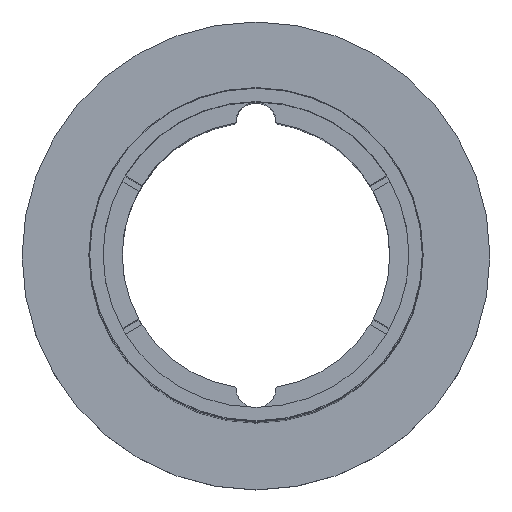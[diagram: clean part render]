
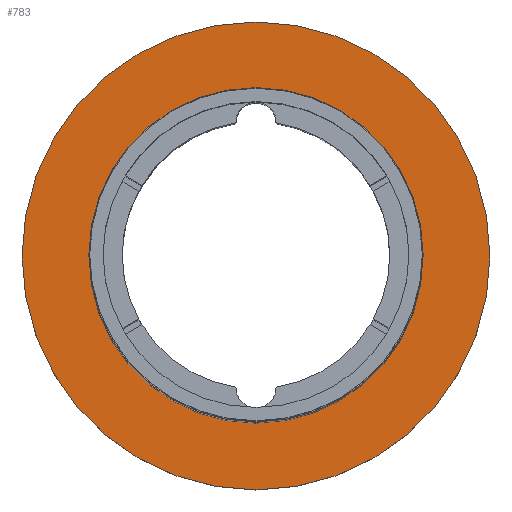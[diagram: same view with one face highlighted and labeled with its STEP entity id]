
A CAD part, top view. The second image highlights one B-rep face of the part: STEP entity #783.
In plain terms, the highlighted planar face has unit normal (0, 0, 1).
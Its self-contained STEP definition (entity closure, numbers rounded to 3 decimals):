
#10 = CARTESIAN_POINT ( 'NONE',  ( 10., 0., -49. ) ) ;
#15 = CIRCLE ( 'NONE', #287, 10. ) ;
#48 = CARTESIAN_POINT ( 'NONE',  ( -14., 0., -49. ) ) ;
#180 = VERTEX_POINT ( 'NONE', #48 ) ;
#196 = CARTESIAN_POINT ( 'NONE',  ( 0., 0., -49. ) ) ;
#218 = DIRECTION ( 'NONE',  ( 0., 0., 1. ) ) ;
#287 = AXIS2_PLACEMENT_3D ( 'NONE', #1158, #218, #1609 ) ;
#361 = DIRECTION ( 'NONE',  ( 0., 0., -1. ) ) ;
#363 = EDGE_CURVE ( 'NONE', #763, #180, #907, .T. ) ;
#413 = VERTEX_POINT ( 'NONE', #1338 ) ;
#506 = DIRECTION ( 'NONE',  ( -1., 0., 0. ) ) ;
#535 = EDGE_CURVE ( 'NONE', #413, #1249, #1959, .T. ) ;
#542 = DIRECTION ( 'NONE',  ( 0., 0., 1. ) ) ;
#605 = EDGE_CURVE ( 'NONE', #180, #763, #1940, .T. ) ;
#608 = AXIS2_PLACEMENT_3D ( 'NONE', #831, #542, #669 ) ;
#669 = DIRECTION ( 'NONE',  ( 1., 0., 0. ) ) ;
#763 = VERTEX_POINT ( 'NONE', #1906 ) ;
#783 = ADVANCED_FACE ( 'NONE', ( #1549, #1055 ), #1160, .F. ) ;
#824 = CARTESIAN_POINT ( 'NONE',  ( 0., 10., -49. ) ) ;
#831 = CARTESIAN_POINT ( 'NONE',  ( 0., 0., -49. ) ) ;
#882 = AXIS2_PLACEMENT_3D ( 'NONE', #196, #1582, #1438 ) ;
#907 = CIRCLE ( 'NONE', #608, 14. ) ;
#1055 = FACE_OUTER_BOUND ( 'NONE', #1177, .T. ) ;
#1082 = ORIENTED_EDGE ( 'NONE', *, *, #605, .T. ) ;
#1105 = AXIS2_PLACEMENT_3D ( 'NONE', #824, #361, #506 ) ;
#1158 = CARTESIAN_POINT ( 'NONE',  ( 0., 0., -49. ) ) ;
#1160 = PLANE ( 'NONE',  #1105 ) ;
#1177 = EDGE_LOOP ( 'NONE', ( #1470, #1082 ) ) ;
#1249 = VERTEX_POINT ( 'NONE', #10 ) ;
#1262 = DIRECTION ( 'NONE',  ( 1., 0., 0. ) ) ;
#1311 = EDGE_CURVE ( 'NONE', #1249, #413, #15, .T. ) ;
#1338 = CARTESIAN_POINT ( 'NONE',  ( -10., 0., -49. ) ) ;
#1385 = ORIENTED_EDGE ( 'NONE', *, *, #535, .F. ) ;
#1438 = DIRECTION ( 'NONE',  ( 1., 0., 0. ) ) ;
#1470 = ORIENTED_EDGE ( 'NONE', *, *, #363, .T. ) ;
#1545 = CARTESIAN_POINT ( 'NONE',  ( 0., 0., -49. ) ) ;
#1549 = FACE_BOUND ( 'NONE', #1592, .T. ) ;
#1582 = DIRECTION ( 'NONE',  ( 0., 0., 1. ) ) ;
#1592 = EDGE_LOOP ( 'NONE', ( #1787, #1385 ) ) ;
#1609 = DIRECTION ( 'NONE',  ( 1., 0., 0. ) ) ;
#1686 = DIRECTION ( 'NONE',  ( 0., 0., 1. ) ) ;
#1777 = AXIS2_PLACEMENT_3D ( 'NONE', #1545, #1686, #1262 ) ;
#1787 = ORIENTED_EDGE ( 'NONE', *, *, #1311, .F. ) ;
#1906 = CARTESIAN_POINT ( 'NONE',  ( 14., 0., -49. ) ) ;
#1940 = CIRCLE ( 'NONE', #882, 14. ) ;
#1959 = CIRCLE ( 'NONE', #1777, 10. ) ;
